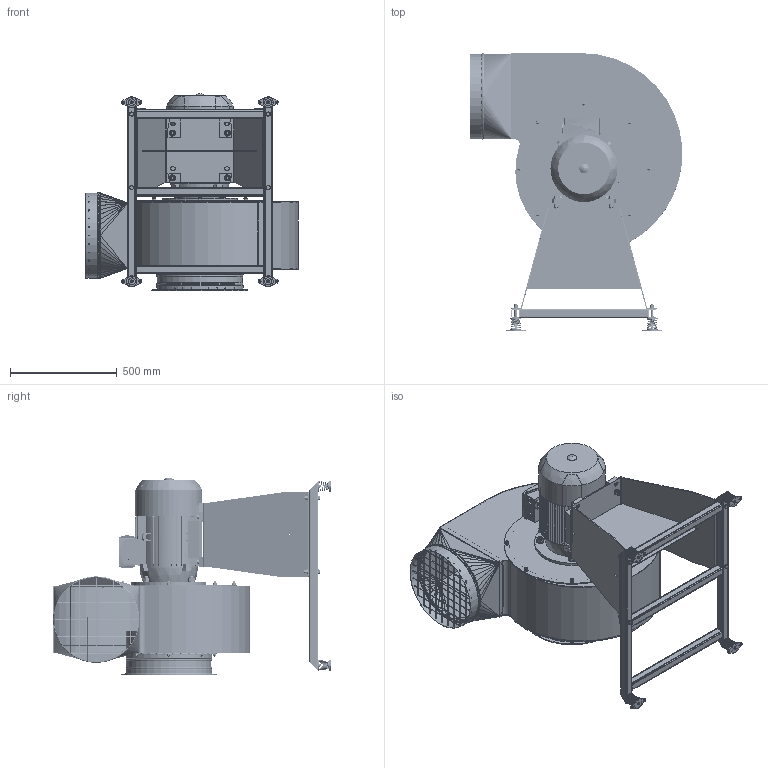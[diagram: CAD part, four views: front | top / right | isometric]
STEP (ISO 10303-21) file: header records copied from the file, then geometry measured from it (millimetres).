
FILE_DESCRIPTION(/* description */ ('3D Część'),/* implementation_level */ '2;1');
FILE_NAME(/* name */ '801W15 WPAN-14-S.stp',/* time_stamp */ '2022-05-10T10:54:51+02:00',/* author */ ('a.korpacki'),/* organization */ ('KLIMAWENT S.A.'),/* preprocessor_version */ 'ST-DEVELOPER v18.1',/* originating_system */ 'Autodesk Inventor 2021',/* authorisation */ '');
FILE_SCHEMA (('AUTOMOTIVE_DESIGN { 1 0 10303 214 3 1 1 }'));
Length unit declared in the file: millimetre
Products named in the file (1): 801W15 WPAN-14-S
Bounding box: 996.16 x 1304.17 x 924.5 mm (x, y, z)
Volume: 47098564.7 mm3; surface area: 8780968 mm2
Topology: 41 solids, 41 shells, 3243 faces, 8322 edges, 5329 vertices
Faces by surface type: plane 1795, cylinder 806, cone 318, torus 204, bspline 120
Full cylindrical faces by diameter (mm): 3 x36, 8 x32, 8.2 x8, 8.4 x8, 9 x8, 10 x32, 10.5 x8, 11 x16, 11.63 x12, 12 x12, 13 x4, 13.835 x1, 14 x12, 14.63 x8, 15 x8, 16 x8, 16.63 x4, 18 x8, 18.5 x4, 19.64 x4, 24 x4, 25.34 x4, 28 x8, 42 x1, 45 x2, 46 x2, 50 x8, 52 x8, 240 x1, 250 x1
Entity records: 112541 total; most frequent: CARTESIAN_POINT 31576, ORIENTED_EDGE 16640, DIRECTION 15876, EDGE_CURVE 8320, AXIS2_PLACEMENT_3D 5882, VERTEX_POINT 5329, LINE 4112, VECTOR 4112
